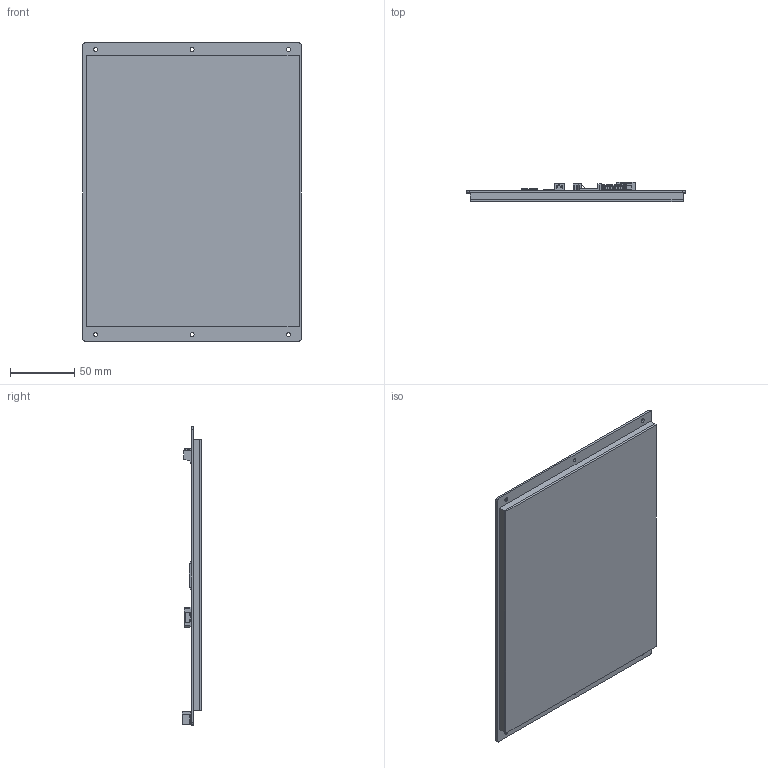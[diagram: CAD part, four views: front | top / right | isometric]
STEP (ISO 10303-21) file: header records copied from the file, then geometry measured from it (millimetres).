
FILE_DESCRIPTION(/* description */ (''),/* implementation_level */ '2;1');
FILE_NAME(/* name */ 'P10768V97I_T30.stp',/* time_stamp */ '2022-12-07T10:54:20-03:00',/* author */ ('Reservaa'),/* organization */ (''),/* preprocessor_version */ 'ST-DEVELOPER v18.1',/* originating_system */ 'Autodesk Inventor 2022',/* authorisation */ '');
FILE_SCHEMA (('AUTOMOTIVE_DESIGN { 1 0 10303 214 3 1 1 }'));
Length unit declared in the file: millimetre
Products named in the file (13): P10768V97I_T30; Placa; Tela; Vidro da tela; CI06; Componente de Audio TERMINAR; USB connector menor; Alterando_60488; 60488_01; 60488_02; 60488_03; core 18,3x12,3; TQFP 64 14x14mm 0_8mm pitch
Assembly tree (12 placements, depth 3):
  P10768V97I_T30
    Placa
    Tela
    Vidro da tela
    CI06
    Componente de Audio TERMINAR
    USB connector menor
    Alterando_60488
      60488_01
      60488_02
      60488_03
    core 18,3x12,3
    TQFP 64 14x14mm 0_8mm pitch
Bounding box: 170.7 x 15.4 x 232.4 mm (x, y, z)
Volume: 288486.4 mm3; surface area: 230401.7 mm2
Topology: 11 solids, 11 shells, 1865 faces, 4993 edges, 3160 vertices
Faces by surface type: plane 1504, cylinder 357, bspline 4
Full cylindrical faces by diameter (mm): 0.7 x1, 3.2 x6
Entity records: 59582 total; most frequent: CARTESIAN_POINT 10382, ORIENTED_EDGE 9986, DIRECTION 9521, EDGE_CURVE 4993, LINE 4221, VECTOR 4221, VERTEX_POINT 3160, AXIS2_PLACEMENT_3D 2650
